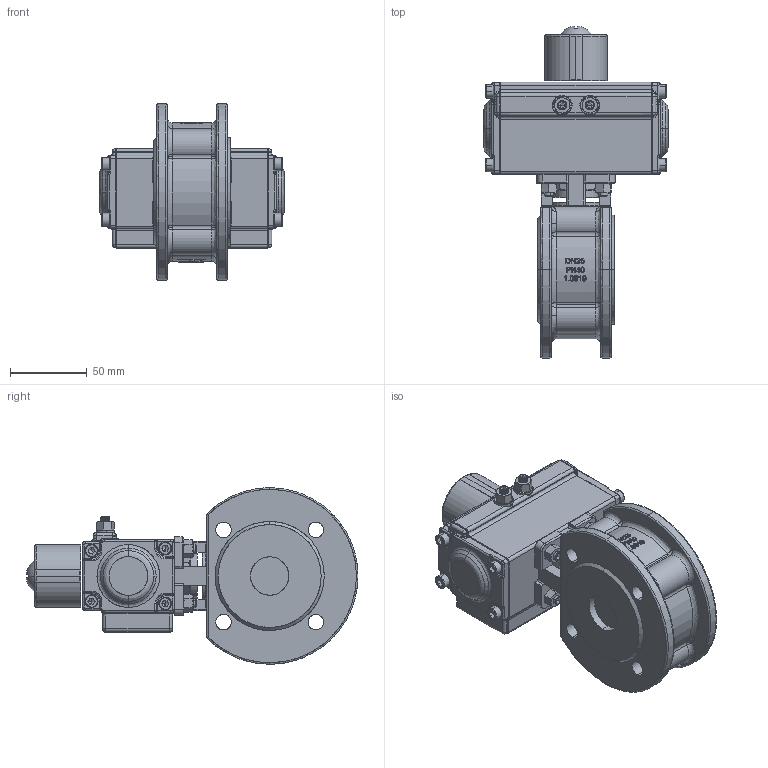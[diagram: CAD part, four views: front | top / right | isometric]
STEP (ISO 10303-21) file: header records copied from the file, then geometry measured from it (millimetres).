
FILE_DESCRIPTION (( 'STEP AP203' ), '1' );
FILE_NAME ('PK06_DN25 (PK06000005).STEP', '2022-05-02T08:12:23', ( '' ), ( '' ), 'SwSTEP 2.0', 'SolidWorks 2021', '' );
FILE_SCHEMA (( 'CONFIG_CONTROL_DESIGN' ));
Length unit declared in the file: metre
Products named in the file (1): PK06_DN25 (PK06000005)
Bounding box: 120 x 216.15 x 115 mm (x, y, z)
Surface area: 102763.7 mm2 (no closed solid volume)
Topology: 0 solids, 850 shells, 1077 faces, 5222 edges, 4896 vertices
Faces by surface type: cylinder 355, bspline 322, plane 300, cone 98, sphere 2
Entity records: 93141 total; most frequent: CARTESIAN_POINT 56187, DIRECTION 6579, ORIENTED_EDGE 5582, EDGE_CURVE 5158, VERTEX_POINT 4896, AXIS2_PLACEMENT_3D 2306, LINE 1967, VECTOR 1967
